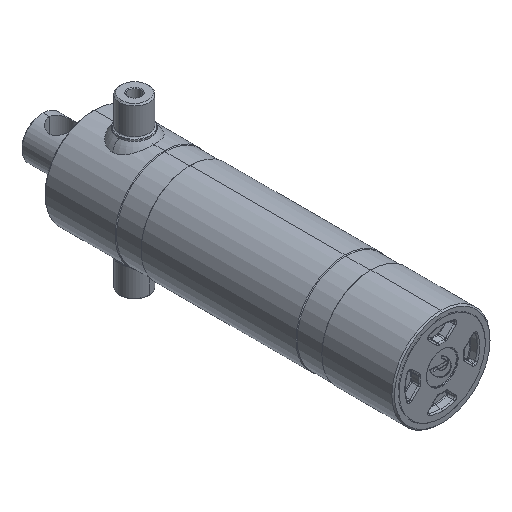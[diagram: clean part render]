
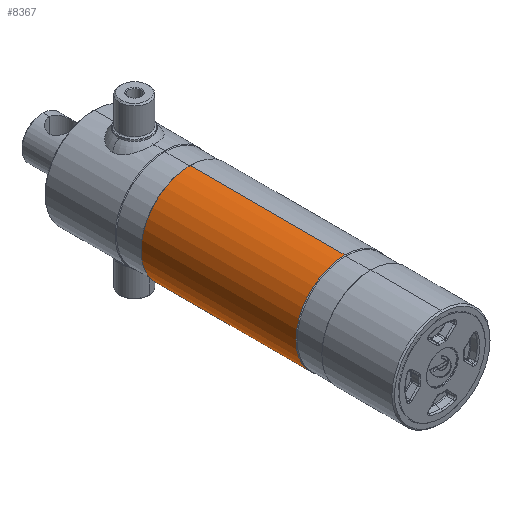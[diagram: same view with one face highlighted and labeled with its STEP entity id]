
A CAD part, isometric view. The second image highlights one B-rep face of the part: STEP entity #8367.
In plain terms, the highlighted cylindrical face has radius 75.75 mm (diameter 151.5 mm), a partial arc.
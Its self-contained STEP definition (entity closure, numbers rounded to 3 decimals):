
#26 = EDGE_CURVE ( 'NONE', #757, #4626, #4927, .T. ) ;
#67 = VECTOR ( 'NONE', #8130, 1000. ) ;
#133 = EDGE_CURVE ( 'NONE', #1851, #4816, #2135, .T. ) ;
#279 = CARTESIAN_POINT ( 'NONE',  ( 0., 389., -75.75 ) ) ;
#656 = CARTESIAN_POINT ( 'NONE',  ( 0., 522.61, -75.75 ) ) ;
#757 = VERTEX_POINT ( 'NONE', #6188 ) ;
#1011 = CARTESIAN_POINT ( 'NONE',  ( 0., 150., 0. ) ) ;
#1115 = DIRECTION ( 'NONE',  ( 0., 1., 0. ) ) ;
#1150 = DIRECTION ( 'NONE',  ( 0., 0., 1. ) ) ;
#1851 = VERTEX_POINT ( 'NONE', #7899 ) ;
#2135 = LINE ( 'NONE', #2843, #67 ) ;
#2162 = CIRCLE ( 'NONE', #6702, 75.75 ) ;
#2231 = EDGE_CURVE ( 'NONE', #757, #1851, #2162, .T. ) ;
#2287 = EDGE_LOOP ( 'NONE', ( #8406, #7470, #6491, #3888 ) ) ;
#2843 = CARTESIAN_POINT ( 'NONE',  ( 0., 522.61, 75.75 ) ) ;
#2878 = VECTOR ( 'NONE', #5283, 1000. ) ;
#3219 = DIRECTION ( 'NONE',  ( 0., 1., 0. ) ) ;
#3494 = AXIS2_PLACEMENT_3D ( 'NONE', #6268, #3219, #9266 ) ;
#3877 = AXIS2_PLACEMENT_3D ( 'NONE', #8524, #4011, #9282 ) ;
#3888 = ORIENTED_EDGE ( 'NONE', *, *, #7781, .F. ) ;
#3961 = FACE_OUTER_BOUND ( 'NONE', #2287, .T. ) ;
#4011 = DIRECTION ( 'NONE',  ( 0., 1., 0. ) ) ;
#4626 = VERTEX_POINT ( 'NONE', #279 ) ;
#4816 = VERTEX_POINT ( 'NONE', #8713 ) ;
#4927 = LINE ( 'NONE', #656, #2878 ) ;
#5283 = DIRECTION ( 'NONE',  ( 0., 1., 0. ) ) ;
#5500 = CYLINDRICAL_SURFACE ( 'NONE', #3494, 75.75 ) ;
#6188 = CARTESIAN_POINT ( 'NONE',  ( 0., 150., -75.75 ) ) ;
#6268 = CARTESIAN_POINT ( 'NONE',  ( 0., 522.61, 0. ) ) ;
#6491 = ORIENTED_EDGE ( 'NONE', *, *, #133, .T. ) ;
#6702 = AXIS2_PLACEMENT_3D ( 'NONE', #1011, #1115, #1150 ) ;
#7470 = ORIENTED_EDGE ( 'NONE', *, *, #2231, .T. ) ;
#7781 = EDGE_CURVE ( 'NONE', #4626, #4816, #9817, .T. ) ;
#7899 = CARTESIAN_POINT ( 'NONE',  ( 0., 150., 75.75 ) ) ;
#8130 = DIRECTION ( 'NONE',  ( 0., 1., 0. ) ) ;
#8367 = ADVANCED_FACE ( 'NONE', ( #3961 ), #5500, .T. ) ;
#8406 = ORIENTED_EDGE ( 'NONE', *, *, #26, .F. ) ;
#8524 = CARTESIAN_POINT ( 'NONE',  ( 0., 389., 0. ) ) ;
#8713 = CARTESIAN_POINT ( 'NONE',  ( 0., 389., 75.75 ) ) ;
#9266 = DIRECTION ( 'NONE',  ( 0., 0., 1. ) ) ;
#9282 = DIRECTION ( 'NONE',  ( 0., 0., 1. ) ) ;
#9817 = CIRCLE ( 'NONE', #3877, 75.75 ) ;
